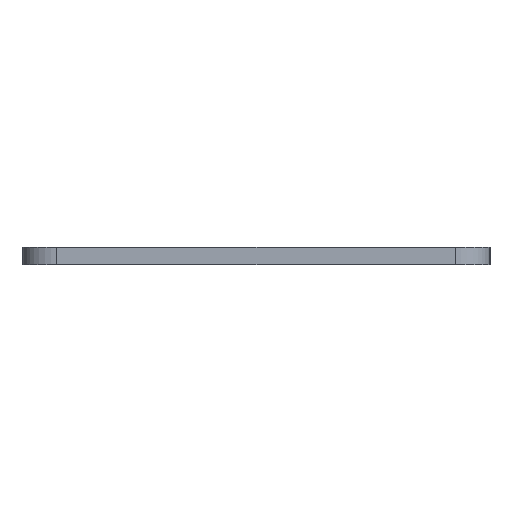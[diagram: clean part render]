
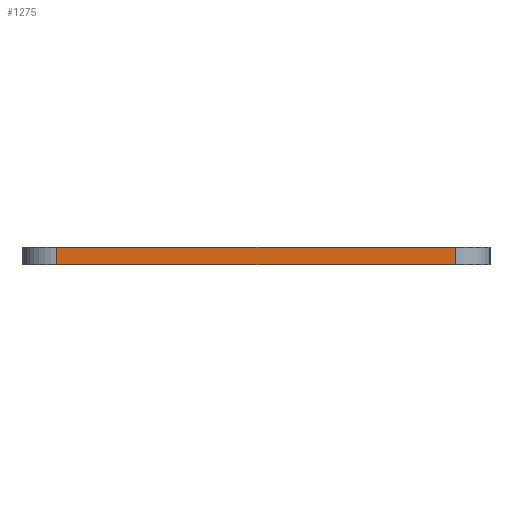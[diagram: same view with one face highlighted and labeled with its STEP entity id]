
A CAD part, left-side view. The second image highlights one B-rep face of the part: STEP entity #1275.
In plain terms, the highlighted planar face has unit normal (-1, 0, 0).
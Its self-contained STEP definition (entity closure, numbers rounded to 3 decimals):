
#219=FACE_OUTER_BOUND('',#306,.T.);
#306=EDGE_LOOP('',(#1051,#1052,#1053,#1054));
#423=LINE('',#2043,#523);
#425=LINE('',#2049,#525);
#429=LINE('',#2103,#529);
#430=LINE('',#2104,#530);
#523=VECTOR('',#1657,10.);
#525=VECTOR('',#1663,10.);
#529=VECTOR('',#1715,10.);
#530=VECTOR('',#1716,10.);
#624=VERTEX_POINT('',#2040);
#625=VERTEX_POINT('',#2042);
#627=VERTEX_POINT('',#2048);
#653=VERTEX_POINT('',#2102);
#776=EDGE_CURVE('',#624,#625,#423,.T.);
#779=EDGE_CURVE('',#625,#627,#425,.T.);
#806=EDGE_CURVE('',#653,#624,#429,.T.);
#807=EDGE_CURVE('',#627,#653,#430,.T.);
#1051=ORIENTED_EDGE('',*,*,#776,.F.);
#1052=ORIENTED_EDGE('',*,*,#806,.F.);
#1053=ORIENTED_EDGE('',*,*,#807,.F.);
#1054=ORIENTED_EDGE('',*,*,#779,.F.);
#1236=PLANE('',#1408);
#1275=ADVANCED_FACE('',(#219),#1236,.T.);
#1408=AXIS2_PLACEMENT_3D('',#2101,#1713,#1714);
#1657=DIRECTION('',(0.,0.,1.));
#1663=DIRECTION('',(0.,-1.,0.));
#1713=DIRECTION('center_axis',(-1.,0.,0.));
#1714=DIRECTION('ref_axis',(0.,1.,0.));
#1715=DIRECTION('',(0.,1.,0.));
#1716=DIRECTION('',(0.,0.,-1.));
#2040=CARTESIAN_POINT('',(0.,125.,-5.));
#2042=CARTESIAN_POINT('',(0.,125.,0.));
#2043=CARTESIAN_POINT('',(0.,125.,0.));
#2048=CARTESIAN_POINT('',(0.,10.,0.));
#2049=CARTESIAN_POINT('',(0.,135.,0.));
#2101=CARTESIAN_POINT('Origin',(0.,0.,0.));
#2102=CARTESIAN_POINT('',(0.,10.,-5.));
#2103=CARTESIAN_POINT('',(0.,135.,-5.));
#2104=CARTESIAN_POINT('',(0.,10.,0.));
